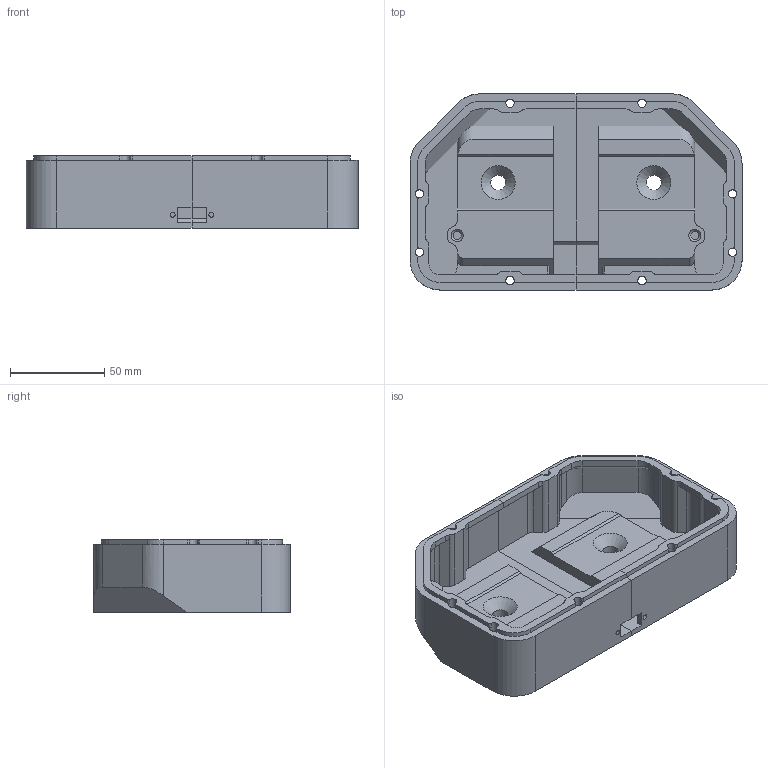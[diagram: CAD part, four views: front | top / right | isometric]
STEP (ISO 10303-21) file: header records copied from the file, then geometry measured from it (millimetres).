
FILE_DESCRIPTION(('HOOPS Exchange Step'),'2;1');
FILE_NAME('temp_export','2021-11-09T22:15:48+19:00',('poastoast'),('Shapr3D Limited'),'HOOPS Exchange 2021.1','Shapr3D','Authorized');
FILE_SCHEMA( ('AP203_CONFIGURATION_CONTROLLED_3D_DESIGN_OF_MECHANICAL_PARTS_AND_ASSEMBLIES_MIM_LF') );
Length unit declared in the file: millimetre
Products named in the file (1): BAD83835-CC65-4632-8A3F-FC1BB6469E06.tmp
Bounding box: 176 x 104 x 38.4 mm (x, y, z)
Volume: 213438.2 mm3; surface area: 79372.6 mm2
Topology: 2 solids, 2 shells, 310 faces, 882 edges, 574 vertices
Faces by surface type: plane 164, cylinder 124, cone 22
Full cylindrical faces by diameter (mm): 2.6 x2, 4.4 x8, 6.4 x10, 8 x2
Entity records: 10317 total; most frequent: CARTESIAN_POINT 1923, DIRECTION 1790, ORIENTED_EDGE 1764, EDGE_CURVE 882, AXIS2_PLACEMENT_3D 603, VECTOR 584, LINE 584, VERTEX_POINT 574
